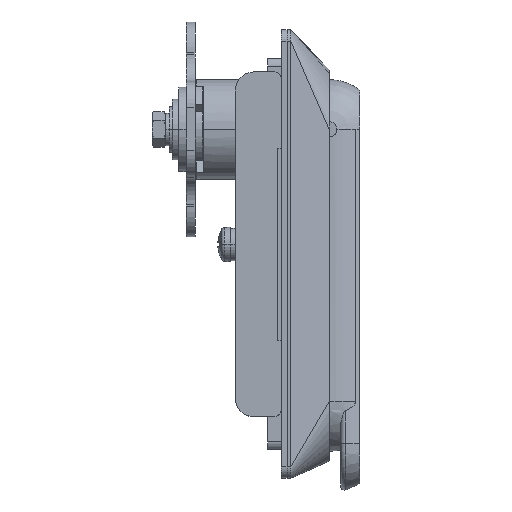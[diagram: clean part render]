
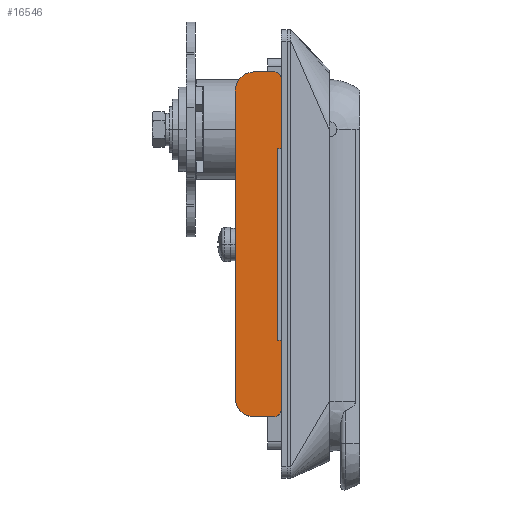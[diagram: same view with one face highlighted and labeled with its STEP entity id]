
A CAD part, top view. The second image highlights one B-rep face of the part: STEP entity #16546.
In plain terms, the highlighted face is planar.
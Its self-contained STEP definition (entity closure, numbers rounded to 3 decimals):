
#259 = EDGE_CURVE ( 'NONE', #16296, #10178, #15629, .T. ) ;
#417 = LINE ( 'NONE', #6035, #10550 ) ;
#659 = CARTESIAN_POINT ( 'NONE',  ( -16., 25., -2. ) ) ;
#699 = EDGE_CURVE ( 'NONE', #11103, #2493, #16520, .T. ) ;
#743 = CARTESIAN_POINT ( 'NONE',  ( -16., -25., 10. ) ) ;
#1007 = EDGE_CURVE ( 'NONE', #16517, #5341, #11911, .T. ) ;
#1096 = CARTESIAN_POINT ( 'NONE',  ( -16., 25., 10. ) ) ;
#1095 = AXIS2_PLACEMENT_3D ( 'NONE', #9224, #5146, #15878 ) ;
#1139 = DIRECTION ( 'NONE',  ( 0., 1., 0. ) ) ;
#1422 = VECTOR ( 'NONE', #7307, 1000. ) ;
#1531 = EDGE_CURVE ( 'NONE', #2493, #16296, #13913, .T. ) ;
#1791 = EDGE_CURVE ( 'NONE', #16139, #10178, #12148, .T. ) ;
#2100 = EDGE_CURVE ( 'NONE', #4647, #11103, #13305, .T. ) ;
#2390 = ORIENTED_EDGE ( 'NONE', *, *, #15974, .T. ) ;
#2419 = CARTESIAN_POINT ( 'NONE',  ( -16., 45., 9. ) ) ;
#2493 = VERTEX_POINT ( 'NONE', #9152 ) ;
#2569 = DIRECTION ( 'NONE',  ( 0., -1., 0. ) ) ;
#2609 = LINE ( 'NONE', #2419, #10354 ) ;
#2687 = EDGE_LOOP ( 'NONE', ( #6841, #16753, #12140, #10147, #17504, #14210, #4693, #9367, #14283, #2390, #12530, #14617 ) ) ;
#2788 = EDGE_CURVE ( 'NONE', #16662, #14012, #417, .T. ) ;
#3304 = DIRECTION ( 'NONE',  ( 0., 0., 1. ) ) ;
#3380 = CARTESIAN_POINT ( 'NONE',  ( -16., -43., 10. ) ) ;
#4647 = VERTEX_POINT ( 'NONE', #10978 ) ;
#4681 = CARTESIAN_POINT ( 'NONE',  ( -16., -45., -2. ) ) ;
#4693 = ORIENTED_EDGE ( 'NONE', *, *, #8296, .T. ) ;
#4909 = CARTESIAN_POINT ( 'NONE',  ( -16., 45., -2. ) ) ;
#4997 = DIRECTION ( 'NONE',  ( 0., -1., 0. ) ) ;
#5146 = DIRECTION ( 'NONE',  ( -1., 0., 0. ) ) ;
#5158 = DIRECTION ( 'NONE',  ( -1., 0., 0. ) ) ;
#5166 = VECTOR ( 'NONE', #3304, 1000. ) ;
#5341 = VERTEX_POINT ( 'NONE', #1096 ) ;
#5484 = DIRECTION ( 'NONE',  ( 0., 0., -1. ) ) ;
#5744 = AXIS2_PLACEMENT_3D ( 'NONE', #5828, #11380, #5484 ) ;
#5828 = CARTESIAN_POINT ( 'NONE',  ( -16., -43., 8. ) ) ;
#5945 = DIRECTION ( 'NONE',  ( 0., 0., 1. ) ) ;
#6035 = CARTESIAN_POINT ( 'NONE',  ( -16., 45., -2. ) ) ;
#6075 = CARTESIAN_POINT ( 'NONE',  ( -16., -25., 9. ) ) ;
#6153 = VECTOR ( 'NONE', #2569, 1000. ) ;
#6253 = FACE_OUTER_BOUND ( 'NONE', #2687, .T. ) ;
#6824 = DIRECTION ( 'NONE',  ( -1., 0., 0. ) ) ;
#6841 = ORIENTED_EDGE ( 'NONE', *, *, #2100, .T. ) ;
#6898 = CARTESIAN_POINT ( 'NONE',  ( -16., 45., 3. ) ) ;
#7157 = VECTOR ( 'NONE', #4997, 1000. ) ;
#7307 = DIRECTION ( 'NONE',  ( 0., 0., 1. ) ) ;
#7439 = EDGE_CURVE ( 'NONE', #16662, #4647, #17935, .T. ) ;
#8296 = EDGE_CURVE ( 'NONE', #11254, #12349, #2609, .T. ) ;
#8819 = CARTESIAN_POINT ( 'NONE',  ( -16., -25., -2. ) ) ;
#9152 = CARTESIAN_POINT ( 'NONE',  ( -16., -45., 3. ) ) ;
#9224 = CARTESIAN_POINT ( 'NONE',  ( -16., 40., 3. ) ) ;
#9367 = ORIENTED_EDGE ( 'NONE', *, *, #9861, .T. ) ;
#9446 = CARTESIAN_POINT ( 'NONE',  ( -16., 45., 10. ) ) ;
#9449 = CARTESIAN_POINT ( 'NONE',  ( -16., 45., -2. ) ) ;
#9861 = EDGE_CURVE ( 'NONE', #12349, #5341, #10394, .T. ) ;
#10147 = ORIENTED_EDGE ( 'NONE', *, *, #259, .T. ) ;
#10178 = VERTEX_POINT ( 'NONE', #3380 ) ;
#10354 = VECTOR ( 'NONE', #1139, 1000. ) ;
#10370 = DIRECTION ( 'NONE',  ( 0., 0., -1. ) ) ;
#10394 = LINE ( 'NONE', #659, #5166 ) ;
#10550 = VECTOR ( 'NONE', #5945, 1000. ) ;
#10978 = CARTESIAN_POINT ( 'NONE',  ( -16., 40., -2. ) ) ;
#11103 = VERTEX_POINT ( 'NONE', #13328 ) ;
#11254 = VERTEX_POINT ( 'NONE', #6075 ) ;
#11380 = DIRECTION ( 'NONE',  ( -1., 0., 0. ) ) ;
#11911 = LINE ( 'NONE', #9446, #7157 ) ;
#11983 = VECTOR ( 'NONE', #15154, 1000. ) ;
#12073 = CARTESIAN_POINT ( 'NONE',  ( -16., 43., 8. ) ) ;
#12140 = ORIENTED_EDGE ( 'NONE', *, *, #1531, .T. ) ;
#12148 = LINE ( 'NONE', #12498, #11983 ) ;
#12229 = VECTOR ( 'NONE', #13018, 1000. ) ;
#12349 = VERTEX_POINT ( 'NONE', #14512 ) ;
#12380 = DIRECTION ( 'NONE',  ( 0., 0., -1. ) ) ;
#12498 = CARTESIAN_POINT ( 'NONE',  ( -16., 45., 10. ) ) ;
#12530 = ORIENTED_EDGE ( 'NONE', *, *, #2788, .F. ) ;
#12834 = CARTESIAN_POINT ( 'NONE',  ( -16., 43., 10. ) ) ;
#12925 = LINE ( 'NONE', #8819, #12229 ) ;
#13018 = DIRECTION ( 'NONE',  ( 0., 0., -1. ) ) ;
#13196 = AXIS2_PLACEMENT_3D ( 'NONE', #12073, #5158, #13548 ) ;
#13305 = LINE ( 'NONE', #9449, #6153 ) ;
#13328 = CARTESIAN_POINT ( 'NONE',  ( -16., -40., -2. ) ) ;
#13480 = PLANE ( 'NONE',  #17549 ) ;
#13548 = DIRECTION ( 'NONE',  ( 0., 0., -1. ) ) ;
#13797 = CIRCLE ( 'NONE', #13196, 2. ) ;
#13913 = LINE ( 'NONE', #4681, #1422 ) ;
#14012 = VERTEX_POINT ( 'NONE', #17286 ) ;
#14120 = CARTESIAN_POINT ( 'NONE',  ( -16., -40., 3. ) ) ;
#14210 = ORIENTED_EDGE ( 'NONE', *, *, #15361, .T. ) ;
#14283 = ORIENTED_EDGE ( 'NONE', *, *, #1007, .F. ) ;
#14512 = CARTESIAN_POINT ( 'NONE',  ( -16., 25., 9. ) ) ;
#14617 = ORIENTED_EDGE ( 'NONE', *, *, #7439, .T. ) ;
#15154 = DIRECTION ( 'NONE',  ( 0., -1., 0. ) ) ;
#15211 = CARTESIAN_POINT ( 'NONE',  ( -16., -45., 8. ) ) ;
#15361 = EDGE_CURVE ( 'NONE', #16139, #11254, #12925, .T. ) ;
#15629 = CIRCLE ( 'NONE', #5744, 2. ) ;
#15878 = DIRECTION ( 'NONE',  ( 0., 0., -1. ) ) ;
#15974 = EDGE_CURVE ( 'NONE', #16517, #14012, #13797, .T. ) ;
#16139 = VERTEX_POINT ( 'NONE', #743 ) ;
#16296 = VERTEX_POINT ( 'NONE', #15211 ) ;
#16517 = VERTEX_POINT ( 'NONE', #12834 ) ;
#16520 = CIRCLE ( 'NONE', #17328, 5. ) ;
#16546 = ADVANCED_FACE ( 'NONE', ( #6253 ), #13480, .F. ) ;
#16662 = VERTEX_POINT ( 'NONE', #6898 ) ;
#16753 = ORIENTED_EDGE ( 'NONE', *, *, #699, .T. ) ;
#17286 = CARTESIAN_POINT ( 'NONE',  ( -16., 45., 8. ) ) ;
#17328 = AXIS2_PLACEMENT_3D ( 'NONE', #14120, #6824, #12380 ) ;
#17504 = ORIENTED_EDGE ( 'NONE', *, *, #1791, .F. ) ;
#17539 = DIRECTION ( 'NONE',  ( 1., 0., 0. ) ) ;
#17549 = AXIS2_PLACEMENT_3D ( 'NONE', #4909, #17539, #10370 ) ;
#17935 = CIRCLE ( 'NONE', #1095, 5. ) ;
